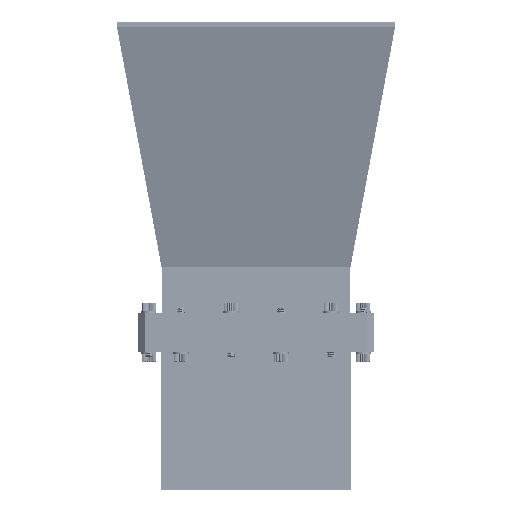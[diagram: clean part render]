
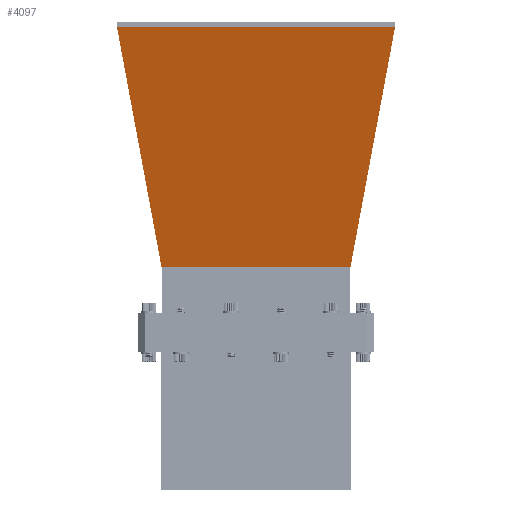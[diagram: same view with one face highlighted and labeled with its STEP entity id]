
A CAD part, front view. The second image highlights one B-rep face of the part: STEP entity #4097.
In plain terms, the highlighted face is planar.
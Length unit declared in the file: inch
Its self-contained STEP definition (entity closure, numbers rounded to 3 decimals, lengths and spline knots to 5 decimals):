
#194 = VECTOR ( 'NONE', #5807, 39.37008 ) ;
#553 = CARTESIAN_POINT ( 'NONE',  ( -1.82643, -2.25896, 5.83873 ) ) ;
#618 = LINE ( 'NONE', #11245, #7186 ) ;
#770 = PLANE ( 'NONE',  #1526 ) ;
#830 = LINE ( 'NONE', #13659, #14446 ) ;
#912 = LINE ( 'NONE', #16612, #13550 ) ;
#961 = EDGE_CURVE ( 'NONE', #3754, #18153, #17434, .T. ) ;
#1526 = AXIS2_PLACEMENT_3D ( 'NONE', #14258, #13883, #16924 ) ;
#1653 = CARTESIAN_POINT ( 'NONE',  ( -1.83506, 2.25896, 5.87105 ) ) ;
#2308 = FACE_OUTER_BOUND ( 'NONE', #13393, .T. ) ;
#2454 = CARTESIAN_POINT ( 'NONE',  ( -1.83506, -2.25896, 5.87105 ) ) ;
#2757 = LINE ( 'NONE', #12986, #194 ) ;
#3035 = CARTESIAN_POINT ( 'NONE',  ( -0.78943, -1.53819, 1.95763 ) ) ;
#3318 = VECTOR ( 'NONE', #10167, 39.37008 ) ;
#3482 = CARTESIAN_POINT ( 'NONE',  ( -0.78943, 1.53819, 1.95763 ) ) ;
#3754 = VERTEX_POINT ( 'NONE', #11254 ) ;
#3780 = ORIENTED_EDGE ( 'NONE', *, *, #10082, .T. ) ;
#3950 = CARTESIAN_POINT ( 'NONE',  ( -1.82643, 2.25896, 5.83873 ) ) ;
#4097 = ADVANCED_FACE ( 'NONE', ( #2308 ), #770, .T. ) ;
#4141 = CARTESIAN_POINT ( 'NONE',  ( -1.83506, 0., 5.87105 ) ) ;
#4335 = DIRECTION ( 'NONE',  ( 0., 1., 0. ) ) ;
#4754 = VECTOR ( 'NONE', #9397, 39.37008 ) ;
#4858 = DIRECTION ( 'NONE',  ( -0.258, 0., 0.966 ) ) ;
#5145 = ORIENTED_EDGE ( 'NONE', *, *, #961, .T. ) ;
#5294 = VERTEX_POINT ( 'NONE', #553 ) ;
#5576 = LINE ( 'NONE', #4141, #5756 ) ;
#5756 = VECTOR ( 'NONE', #4335, 39.37008 ) ;
#5807 = DIRECTION ( 'NONE',  ( 0.258, 0., -0.966 ) ) ;
#6143 = ORIENTED_EDGE ( 'NONE', *, *, #9308, .T. ) ;
#6510 = CARTESIAN_POINT ( 'NONE',  ( -0.78943, -1.53819, 1.95763 ) ) ;
#6741 = VERTEX_POINT ( 'NONE', #9806 ) ;
#6795 = ORIENTED_EDGE ( 'NONE', *, *, #12749, .T. ) ;
#6999 = CARTESIAN_POINT ( 'NONE',  ( -0.78819, 1.53819, 1.953 ) ) ;
#7186 = VECTOR ( 'NONE', #10856, 39.37008 ) ;
#7286 = EDGE_CURVE ( 'NONE', #10977, #3754, #5576, .T. ) ;
#7343 = VERTEX_POINT ( 'NONE', #6999 ) ;
#8033 = VECTOR ( 'NONE', #8395, 39.37008 ) ;
#8395 = DIRECTION ( 'NONE',  ( 0.254, -0.177, -0.951 ) ) ;
#9246 = VERTEX_POINT ( 'NONE', #3482 ) ;
#9308 = EDGE_CURVE ( 'NONE', #7343, #6741, #618, .T. ) ;
#9397 = DIRECTION ( 'NONE',  ( -0.254, -0.177, 0.951 ) ) ;
#9722 = EDGE_CURVE ( 'NONE', #13773, #5294, #17037, .T. ) ;
#9806 = CARTESIAN_POINT ( 'NONE',  ( -0.78819, -1.53819, 1.953 ) ) ;
#10082 = EDGE_CURVE ( 'NONE', #9246, #7343, #2757, .T. ) ;
#10167 = DIRECTION ( 'NONE',  ( 0.258, 0., -0.966 ) ) ;
#10856 = DIRECTION ( 'NONE',  ( 0., -1., 0. ) ) ;
#10976 = DIRECTION ( 'NONE',  ( -0.258, 0., 0.966 ) ) ;
#10977 = VERTEX_POINT ( 'NONE', #2454 ) ;
#11021 = EDGE_CURVE ( 'NONE', #5294, #10977, #912, .T. ) ;
#11245 = CARTESIAN_POINT ( 'NONE',  ( -0.78819, 0., 1.953 ) ) ;
#11254 = CARTESIAN_POINT ( 'NONE',  ( -1.83506, 2.25896, 5.87105 ) ) ;
#11484 = LINE ( 'NONE', #14526, #8033 ) ;
#12749 = EDGE_CURVE ( 'NONE', #18153, #9246, #11484, .T. ) ;
#12986 = CARTESIAN_POINT ( 'NONE',  ( -0.78943, 1.53819, 1.95763 ) ) ;
#13345 = EDGE_CURVE ( 'NONE', #6741, #13773, #830, .T. ) ;
#13393 = EDGE_LOOP ( 'NONE', ( #18101, #15744, #5145, #6795, #3780, #6143, #17043, #14695 ) ) ;
#13550 = VECTOR ( 'NONE', #10976, 39.37008 ) ;
#13659 = CARTESIAN_POINT ( 'NONE',  ( -0.78819, -1.53819, 1.953 ) ) ;
#13773 = VERTEX_POINT ( 'NONE', #3035 ) ;
#13883 = DIRECTION ( 'NONE',  ( -0.966, 0., -0.258 ) ) ;
#14258 = CARTESIAN_POINT ( 'NONE',  ( -1.31539, 0., 3.92613 ) ) ;
#14446 = VECTOR ( 'NONE', #4858, 39.37008 ) ;
#14526 = CARTESIAN_POINT ( 'NONE',  ( -1.82643, 2.25896, 5.83873 ) ) ;
#14695 = ORIENTED_EDGE ( 'NONE', *, *, #9722, .T. ) ;
#15744 = ORIENTED_EDGE ( 'NONE', *, *, #7286, .T. ) ;
#16612 = CARTESIAN_POINT ( 'NONE',  ( -1.82643, -2.25896, 5.83873 ) ) ;
#16924 = DIRECTION ( 'NONE',  ( -0.258, 0., 0.966 ) ) ;
#17037 = LINE ( 'NONE', #6510, #4754 ) ;
#17043 = ORIENTED_EDGE ( 'NONE', *, *, #13345, .T. ) ;
#17434 = LINE ( 'NONE', #1653, #3318 ) ;
#18101 = ORIENTED_EDGE ( 'NONE', *, *, #11021, .T. ) ;
#18153 = VERTEX_POINT ( 'NONE', #3950 ) ;
